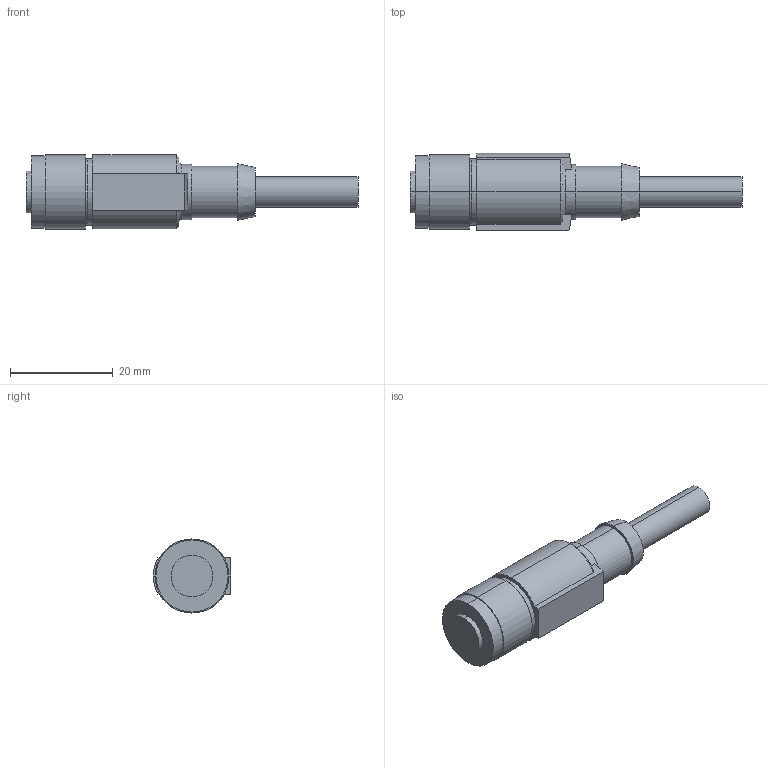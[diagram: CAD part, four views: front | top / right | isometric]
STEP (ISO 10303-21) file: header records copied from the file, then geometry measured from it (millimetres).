
FILE_DESCRIPTION (( 'STEP AP214' ), '1' );
FILE_NAME ('PCA-1564927.STEP', '2010-04-06T06:05:59', ( 'sonic' ), ( 'sonic' ), 'SwSTEP 2.0', 'SolidWorks 2009', '' );
FILE_SCHEMA (( 'AUTOMOTIVE_DESIGN' ));
Length unit declared in the file: millimetre
Products named in the file (1): PCA-1564927
Bounding box: 64.5 x 15 x 14.4 mm (x, y, z)
Volume: 6562.3 mm3; surface area: 2618.1 mm2
Topology: 1 solids, 1 shells, 51 faces, 121 edges, 80 vertices
Faces by surface type: cylinder 22, plane 21, cone 8
Entity records: 1566 total; most frequent: CARTESIAN_POINT 332, DIRECTION 265, ORIENTED_EDGE 242, EDGE_CURVE 121, AXIS2_PLACEMENT_3D 107, VERTEX_POINT 80, EDGE_LOOP 59, CIRCLE 55
